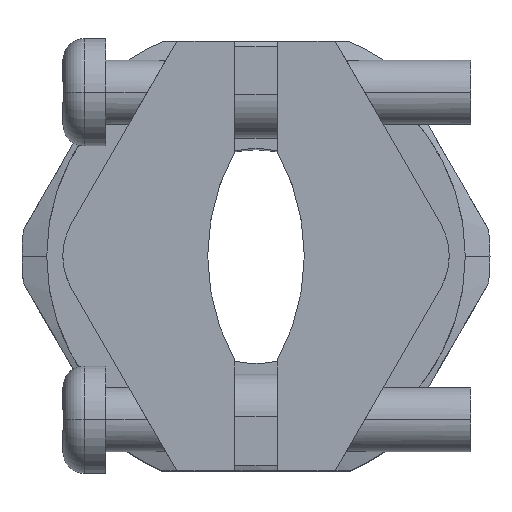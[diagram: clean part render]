
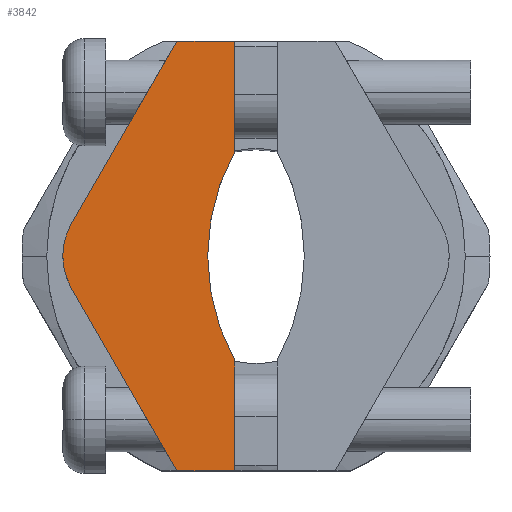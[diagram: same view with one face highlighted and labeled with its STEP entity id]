
A CAD part, top view. The second image highlights one B-rep face of the part: STEP entity #3842.
In plain terms, the highlighted planar face has unit normal (0, 0, 1).
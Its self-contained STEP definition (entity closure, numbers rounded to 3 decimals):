
#7 = DIRECTION ( 'NONE',  ( 0., 1., 0. ) ) ;
#28 = CARTESIAN_POINT ( 'NONE',  ( -6., 0., 33. ) ) ;
#33 = AXIS2_PLACEMENT_3D ( 'NONE', #28, #76, #74 ) ;
#74 = DIRECTION ( 'NONE',  ( 1., 0., 0. ) ) ;
#76 = DIRECTION ( 'NONE',  ( 0., 0., 1. ) ) ;
#78 = CIRCLE ( 'NONE', #33, 3. ) ;
#335 = VECTOR ( 'NONE', #551, 1000. ) ;
#476 = DIRECTION ( 'NONE',  ( 0.5, -0.866, 0. ) ) ;
#481 = CARTESIAN_POINT ( 'NONE',  ( -3.691, -10., 33. ) ) ;
#491 = CARTESIAN_POINT ( 'NONE',  ( -1., -10., 33. ) ) ;
#502 = LINE ( 'NONE', #538, #537 ) ;
#537 = VECTOR ( 'NONE', #476, 1000. ) ;
#538 = CARTESIAN_POINT ( 'NONE',  ( -3.691, -10., 33. ) ) ;
#551 = DIRECTION ( 'NONE',  ( 0., 1., 0. ) ) ;
#557 = LINE ( 'NONE', #491, #668 ) ;
#565 = CARTESIAN_POINT ( 'NONE',  ( -1., -6.177, 33. ) ) ;
#580 = DIRECTION ( 'NONE',  ( 0., 1., 0. ) ) ;
#581 = VECTOR ( 'NONE', #580, 1000. ) ;
#582 = CARTESIAN_POINT ( 'NONE',  ( -1., -4.841, 33. ) ) ;
#583 = LINE ( 'NONE', #582, #581 ) ;
#593 = CARTESIAN_POINT ( 'NONE',  ( -1., -4.841, 33. ) ) ;
#637 = VECTOR ( 'NONE', #7, 1000. ) ;
#638 = CARTESIAN_POINT ( 'NONE',  ( -1., -4.841, 33. ) ) ;
#639 = LINE ( 'NONE', #638, #637 ) ;
#645 = DIRECTION ( 'NONE',  ( 1., 0., 0. ) ) ;
#665 = CARTESIAN_POINT ( 'NONE',  ( -1., 9.75, 33. ) ) ;
#668 = VECTOR ( 'NONE', #645, 1000. ) ;
#669 = CARTESIAN_POINT ( 'NONE',  ( -1., 10., 33. ) ) ;
#736 = CARTESIAN_POINT ( 'NONE',  ( -1., -9.75, 33. ) ) ;
#742 = CARTESIAN_POINT ( 'NONE',  ( -1., -10., 33. ) ) ;
#763 = CARTESIAN_POINT ( 'NONE',  ( -1., 10., 33. ) ) ;
#764 = LINE ( 'NONE', #763, #795 ) ;
#794 = DIRECTION ( 'NONE',  ( -1., 0., 0. ) ) ;
#795 = VECTOR ( 'NONE', #794, 1000. ) ;
#883 = CARTESIAN_POINT ( 'NONE',  ( -1., 6.177, 33. ) ) ;
#926 = CARTESIAN_POINT ( 'NONE',  ( -1., 4.841, 33. ) ) ;
#927 = LINE ( 'NONE', #926, #335 ) ;
#1007 = DIRECTION ( 'NONE',  ( 0., 1., 0. ) ) ;
#1008 = VECTOR ( 'NONE', #1007, 1000. ) ;
#1009 = CARTESIAN_POINT ( 'NONE',  ( -1., 4.841, 33. ) ) ;
#1010 = LINE ( 'NONE', #1009, #1008 ) ;
#1178 = VECTOR ( 'NONE', #1201, 1000. ) ;
#1179 = LINE ( 'NONE', #1203, #1178 ) ;
#1201 = DIRECTION ( 'NONE',  ( 0., 1., 0. ) ) ;
#1203 = CARTESIAN_POINT ( 'NONE',  ( -1., -4.841, 33. ) ) ;
#1410 = AXIS2_PLACEMENT_3D ( 'NONE', #1462, #1461, #1460 ) ;
#1450 = CARTESIAN_POINT ( 'NONE',  ( -3.691, 10., 33. ) ) ;
#1451 = DIRECTION ( 'NONE',  ( -0.5, -0.866, 0. ) ) ;
#1452 = VECTOR ( 'NONE', #1451, 1000. ) ;
#1453 = CARTESIAN_POINT ( 'NONE',  ( -3.691, 10., 33. ) ) ;
#1454 = LINE ( 'NONE', #1453, #1452 ) ;
#1460 = DIRECTION ( 'NONE',  ( 1., 0., 0. ) ) ;
#1461 = DIRECTION ( 'NONE',  ( 0., 0., -1. ) ) ;
#1462 = CARTESIAN_POINT ( 'NONE',  ( 7.75, 0., 33. ) ) ;
#1487 = DIRECTION ( 'NONE',  ( 1., 0., 0. ) ) ;
#1488 = DIRECTION ( 'NONE',  ( 0., 0., 1. ) ) ;
#1489 = CARTESIAN_POINT ( 'NONE',  ( -6., 0., 33. ) ) ;
#1490 = AXIS2_PLACEMENT_3D ( 'NONE', #1489, #1488, #1487 ) ;
#1520 = CARTESIAN_POINT ( 'NONE',  ( -8.598, 1.5, 33. ) ) ;
#1529 = CIRCLE ( 'NONE', #1490, 3. ) ;
#1556 = CIRCLE ( 'NONE', #1410, 10. ) ;
#1607 = LINE ( 'NONE', #1750, #1749 ) ;
#1634 = CARTESIAN_POINT ( 'NONE',  ( -6., 0., 33. ) ) ;
#1646 = DIRECTION ( 'NONE',  ( 1., 0., 0. ) ) ;
#1715 = DIRECTION ( 'NONE',  ( 0., 0., 1. ) ) ;
#1741 = PLANE ( 'NONE',  #1757 ) ;
#1748 = DIRECTION ( 'NONE',  ( 0., 1., 0. ) ) ;
#1749 = VECTOR ( 'NONE', #1748, 1000. ) ;
#1750 = CARTESIAN_POINT ( 'NONE',  ( -1., 4.841, 33. ) ) ;
#1757 = AXIS2_PLACEMENT_3D ( 'NONE', #1634, #1715, #1646 ) ;
#1770 = FACE_OUTER_BOUND ( 'NONE', #3813, .T. ) ;
#2746 = VERTEX_POINT ( 'NONE', #4512 ) ;
#2889 = VERTEX_POINT ( 'NONE', #4795 ) ;
#2892 = VERTEX_POINT ( 'NONE', #4799 ) ;
#2902 = VERTEX_POINT ( 'NONE', #4840 ) ;
#2917 = EDGE_CURVE ( 'NONE', #2902, #2889, #4761, .T. ) ;
#2957 = EDGE_CURVE ( 'NONE', #2892, #2746, #78, .T. ) ;
#3171 = EDGE_CURVE ( 'NONE', #2746, #3176, #502, .T. ) ;
#3176 = VERTEX_POINT ( 'NONE', #481 ) ;
#3235 = EDGE_CURVE ( 'NONE', #3236, #3251, #583, .T. ) ;
#3236 = VERTEX_POINT ( 'NONE', #742 ) ;
#3251 = VERTEX_POINT ( 'NONE', #736 ) ;
#3278 = VERTEX_POINT ( 'NONE', #593 ) ;
#3298 = VERTEX_POINT ( 'NONE', #565 ) ;
#3312 = VERTEX_POINT ( 'NONE', #669 ) ;
#3313 = VERTEX_POINT ( 'NONE', #665 ) ;
#3317 = EDGE_CURVE ( 'NONE', #3298, #3278, #639, .T. ) ;
#3385 = VERTEX_POINT ( 'NONE', #883 ) ;
#3404 = EDGE_CURVE ( 'NONE', #2889, #3385, #1010, .T. ) ;
#3448 = EDGE_CURVE ( 'NONE', #3313, #3312, #927, .T. ) ;
#3649 = EDGE_CURVE ( 'NONE', #3176, #3236, #557, .T. ) ;
#3655 = EDGE_CURVE ( 'NONE', #3312, #3747, #764, .T. ) ;
#3744 = EDGE_CURVE ( 'NONE', #3747, #3770, #1454, .T. ) ;
#3747 = VERTEX_POINT ( 'NONE', #1450 ) ;
#3770 = VERTEX_POINT ( 'NONE', #1520 ) ;
#3788 = EDGE_CURVE ( 'NONE', #3278, #2902, #1556, .T. ) ;
#3804 = ORIENTED_EDGE ( 'NONE', *, *, #3744, .T. ) ;
#3807 = ORIENTED_EDGE ( 'NONE', *, *, #3317, .T. ) ;
#3811 = EDGE_CURVE ( 'NONE', #3770, #2892, #1529, .T. ) ;
#3812 = ORIENTED_EDGE ( 'NONE', *, *, #3788, .T. ) ;
#3813 = EDGE_LOOP ( 'NONE', ( #3853, #3899, #3833, #3807, #3812, #3872, #3897, #3857, #3898, #3871, #3804, #3852, #3832, #3836 ) ) ;
#3832 = ORIENTED_EDGE ( 'NONE', *, *, #2957, .T. ) ;
#3833 = ORIENTED_EDGE ( 'NONE', *, *, #3835, .T. ) ;
#3835 = EDGE_CURVE ( 'NONE', #3251, #3298, #1179, .T. ) ;
#3836 = ORIENTED_EDGE ( 'NONE', *, *, #3171, .T. ) ;
#3842 = ADVANCED_FACE ( 'NONE', ( #1770 ), #1741, .T. ) ;
#3852 = ORIENTED_EDGE ( 'NONE', *, *, #3811, .T. ) ;
#3853 = ORIENTED_EDGE ( 'NONE', *, *, #3649, .T. ) ;
#3857 = ORIENTED_EDGE ( 'NONE', *, *, #3886, .T. ) ;
#3871 = ORIENTED_EDGE ( 'NONE', *, *, #3655, .T. ) ;
#3872 = ORIENTED_EDGE ( 'NONE', *, *, #2917, .T. ) ;
#3886 = EDGE_CURVE ( 'NONE', #3385, #3313, #1607, .T. ) ;
#3897 = ORIENTED_EDGE ( 'NONE', *, *, #3404, .T. ) ;
#3898 = ORIENTED_EDGE ( 'NONE', *, *, #3448, .T. ) ;
#3899 = ORIENTED_EDGE ( 'NONE', *, *, #3235, .T. ) ;
#4512 = CARTESIAN_POINT ( 'NONE',  ( -8.598, -1.5, 33. ) ) ;
#4747 = DIRECTION ( 'NONE',  ( 1., 0., 0. ) ) ;
#4748 = DIRECTION ( 'NONE',  ( 0., 0., -1. ) ) ;
#4749 = CARTESIAN_POINT ( 'NONE',  ( 7.75, 0., 33. ) ) ;
#4761 = CIRCLE ( 'NONE', #4872, 10. ) ;
#4795 = CARTESIAN_POINT ( 'NONE',  ( -1., 4.841, 33. ) ) ;
#4799 = CARTESIAN_POINT ( 'NONE',  ( -9., 0., 33. ) ) ;
#4840 = CARTESIAN_POINT ( 'NONE',  ( -2.25, 0., 33. ) ) ;
#4872 = AXIS2_PLACEMENT_3D ( 'NONE', #4749, #4748, #4747 ) ;
